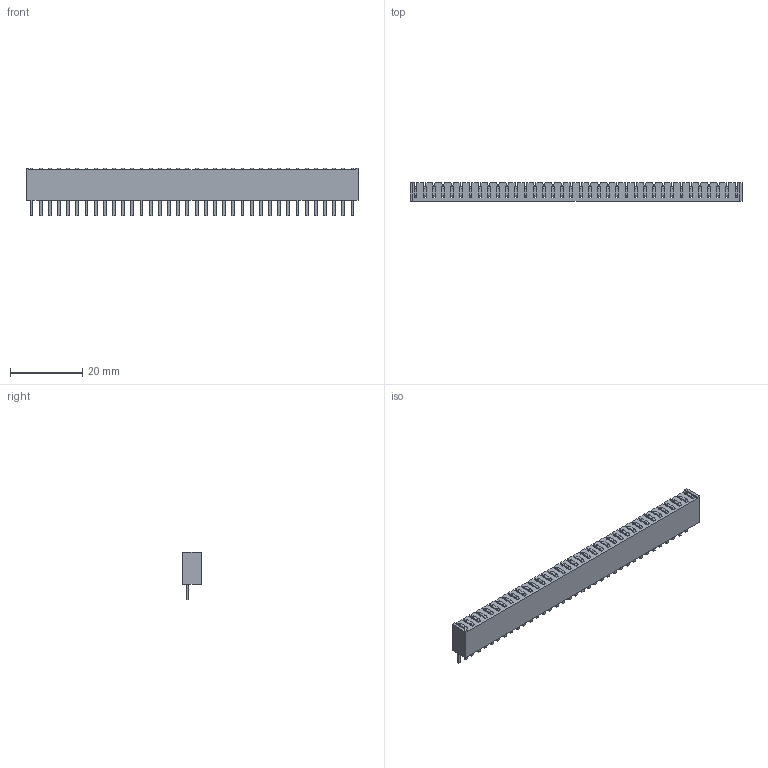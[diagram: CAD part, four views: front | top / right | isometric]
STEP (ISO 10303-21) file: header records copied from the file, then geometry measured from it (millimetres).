
FILE_DESCRIPTION(('FreeCAD Model'),'2;1');
FILE_NAME('Open CASCADE Shape Model','2025-03-04T21:02:52',(''),(''), 'Open CASCADE STEP processor 7.8','FreeCAD','Unknown');
FILE_SCHEMA(('AUTOMOTIVE_DESIGN { 1 0 10303 214 1 1 1 1 }'));
Length unit declared in the file: millimetre
Products named in the file (3): BSW-136-04-G-S; BSW-36-04-S_socket; C-8-5-01-36-S
Assembly tree (2 placements, depth 2):
  BSW-136-04-G-S
    BSW-36-04-S_socket
    C-8-5-01-36-S
Bounding box: 91.95 x 5.08 x 13.21 mm (x, y, z)
Volume: 4061.2 mm3; surface area: 6913.1 mm2
Topology: 2 solids, 2 shells, 1104 faces, 3372 edges, 2200 vertices
Faces by surface type: plane 960, cylinder 144
Entity records: 37346 total; most frequent: ORIENTED_EDGE 6744, CARTESIAN_POINT 6679, DIRECTION 5874, EDGE_CURVE 3372, LINE 3084, VECTOR 3084, VERTEX_POINT 2200, AXIS2_PLACEMENT_3D 1395
